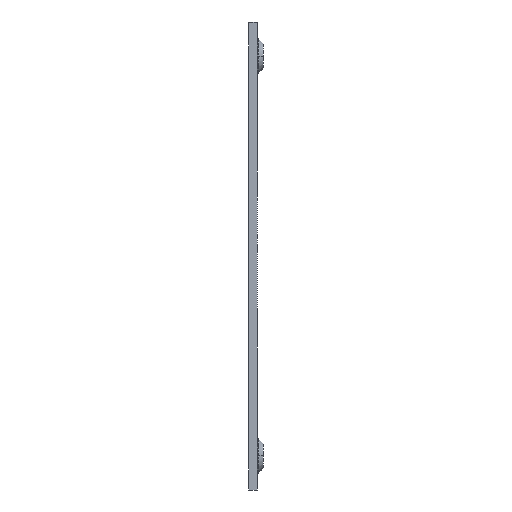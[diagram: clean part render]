
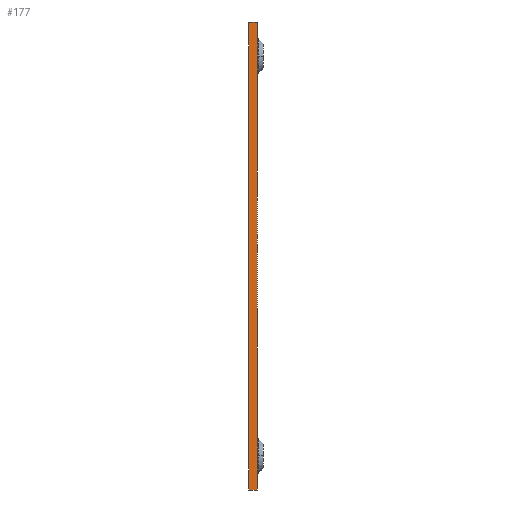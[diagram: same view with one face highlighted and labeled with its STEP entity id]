
A CAD part, left-side view. The second image highlights one B-rep face of the part: STEP entity #177.
In plain terms, the highlighted planar face has unit normal (-1, 0, 0).
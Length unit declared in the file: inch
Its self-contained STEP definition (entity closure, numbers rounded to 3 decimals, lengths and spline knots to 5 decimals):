
#41 = EDGE_CURVE ( 'NONE', #137, #108, #1417, .T. ) ;
#87 = VERTEX_POINT ( 'NONE', #1465 ) ;
#105 = EDGE_CURVE ( 'NONE', #87, #124, #1455, .T. ) ;
#108 = VERTEX_POINT ( 'NONE', #1451 ) ;
#124 = VERTEX_POINT ( 'NONE', #1483 ) ;
#137 = VERTEX_POINT ( 'NONE', #1538 ) ;
#177 = ADVANCED_FACE ( 'NONE', ( #1605 ), #1604, .T. ) ;
#207 = EDGE_CURVE ( 'NONE', #137, #87, #1609, .T. ) ;
#208 = EDGE_CURVE ( 'NONE', #108, #124, #1669, .T. ) ;
#212 = ORIENTED_EDGE ( 'NONE', *, *, #105, .T. ) ;
#218 = EDGE_LOOP ( 'NONE', ( #219, #220, #225, #212 ) ) ;
#219 = ORIENTED_EDGE ( 'NONE', *, *, #208, .F. ) ;
#220 = ORIENTED_EDGE ( 'NONE', *, *, #41, .F. ) ;
#225 = ORIENTED_EDGE ( 'NONE', *, *, #207, .T. ) ;
#1414 = DIRECTION ( 'NONE',  ( 0., 0., 1. ) ) ;
#1415 = VECTOR ( 'NONE', #1414, 39.37008 ) ;
#1416 = CARTESIAN_POINT ( 'NONE',  ( -1.34, 0.06, -1.615 ) ) ;
#1417 = LINE ( 'NONE', #1416, #1415 ) ;
#1451 = CARTESIAN_POINT ( 'NONE',  ( -1.34, 0.06, 1.615 ) ) ;
#1452 = DIRECTION ( 'NONE',  ( 0., 0., 1. ) ) ;
#1453 = VECTOR ( 'NONE', #1452, 39.37008 ) ;
#1454 = CARTESIAN_POINT ( 'NONE',  ( -1.34, 0., -1.615 ) ) ;
#1455 = LINE ( 'NONE', #1454, #1453 ) ;
#1465 = CARTESIAN_POINT ( 'NONE',  ( -1.34, 0., -1.615 ) ) ;
#1483 = CARTESIAN_POINT ( 'NONE',  ( -1.34, 0., 1.615 ) ) ;
#1538 = CARTESIAN_POINT ( 'NONE',  ( -1.34, 0.06, -1.615 ) ) ;
#1600 = DIRECTION ( 'NONE',  ( 0., 0., 1. ) ) ;
#1601 = DIRECTION ( 'NONE',  ( -1., 0., 0. ) ) ;
#1602 = CARTESIAN_POINT ( 'NONE',  ( -1.34, 0.06, -1.615 ) ) ;
#1603 = AXIS2_PLACEMENT_3D ( 'NONE', #1602, #1601, #1600 ) ;
#1604 = PLANE ( 'NONE',  #1603 ) ;
#1605 = FACE_OUTER_BOUND ( 'NONE', #218, .T. ) ;
#1606 = DIRECTION ( 'NONE',  ( 0., -1., 0. ) ) ;
#1607 = VECTOR ( 'NONE', #1606, 39.37008 ) ;
#1608 = CARTESIAN_POINT ( 'NONE',  ( -1.34, 0.06, -1.615 ) ) ;
#1609 = LINE ( 'NONE', #1608, #1607 ) ;
#1666 = DIRECTION ( 'NONE',  ( 0., -1., 0. ) ) ;
#1667 = VECTOR ( 'NONE', #1666, 39.37008 ) ;
#1668 = CARTESIAN_POINT ( 'NONE',  ( -1.34, 0.06, 1.615 ) ) ;
#1669 = LINE ( 'NONE', #1668, #1667 ) ;
